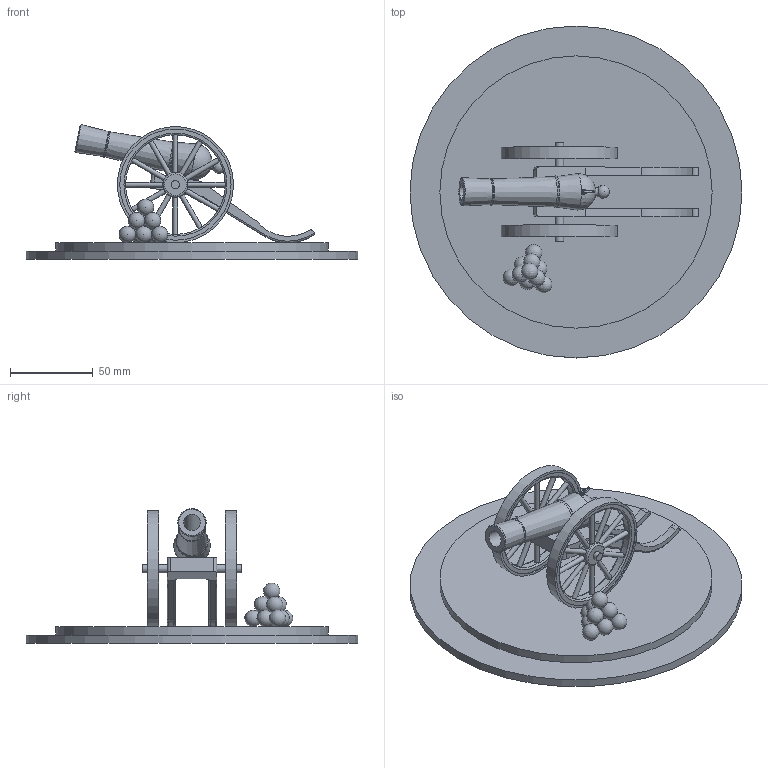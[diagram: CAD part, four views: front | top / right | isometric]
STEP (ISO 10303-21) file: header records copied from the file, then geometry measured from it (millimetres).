
FILE_DESCRIPTION(/* description */ ('Unknown'),/* implementation_level */ '2;1');
FILE_NAME(/* name */ 'Assembly-Gaby',/* time_stamp */ '2024-11-29T02:10:13-03:00',/* author */ ('Unknown'),/* organization */ ('Unknown'),/* preprocessor_version */ 'ST-DEVELOPER v18.1',/* originating_system */ 'Solid Edge',/* authorisation */ 'Unknown');
FILE_SCHEMA (('AUTOMOTIVE_DESIGN {1 0 10303 214 3 1 1}'));
Length unit declared in the file: millimetre
Products named in the file (7): Assembly-Gaby; Base_Canhão__Gabrielly_Carvalho[1]; Suporte (1); item_2_-_RODA(item_01)_ofc[1]; item_5_-_Munição(item_02)[1]; Canhão; Eixo - OK
Assembly tree (16 placements, depth 2):
  Assembly-Gaby
    Base_Canhão__Gabrielly_Carvalho[1]
    Suporte (1)
    item_2_-_RODA(item_01)_ofc[1]  x2
    item_5_-_Munição(item_02)[1]  x10
    Canhão
    Eixo - OK
Bounding box: 200 x 200 x 81.14 mm (x, y, z)
Volume: 313069.6 mm3; surface area: 102283.2 mm2
Topology: 17 solids, 17 shells, 134 faces, 342 edges, 228 vertices
Faces by surface type: cylinder 61, plane 34, torus 16, sphere 13, bspline 10
Full cylindrical faces by diameter (mm): 1.5 x1, 3 x25, 5 x4, 10 x1, 15 x2, 60 x2, 67 x4, 70 x2, 164 x1, 200 x1
Entity records: 4240 total; most frequent: CARTESIAN_POINT 1804, DIRECTION 428, ORIENTED_EDGE 348, AXIS2_PLACEMENT_3D 191, EDGE_CURVE 174, FACE_BOUND 166, EDGE_LOOP 165, VERTEX_POINT 132
